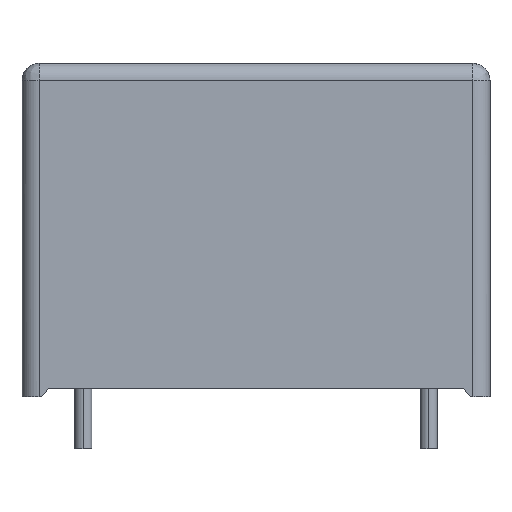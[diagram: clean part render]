
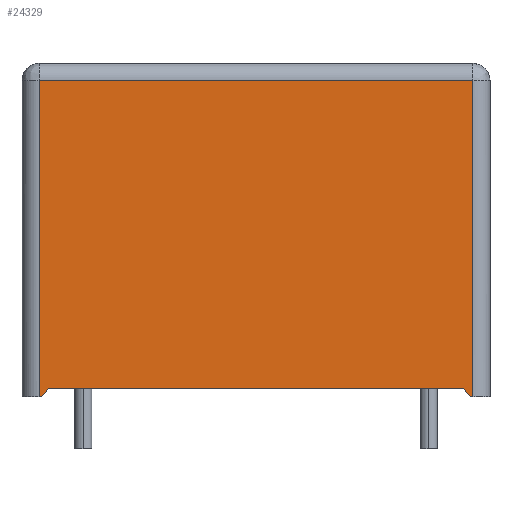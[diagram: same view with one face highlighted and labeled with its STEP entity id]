
A CAD part, left-side view. The second image highlights one B-rep face of the part: STEP entity #24329.
In plain terms, the highlighted free-form (B-spline) face has degree [1, 1] with [2, 2] control points.
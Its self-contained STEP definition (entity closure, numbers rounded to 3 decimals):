
#24164 = VERTEX_POINT('',#24165);
#24165 = CARTESIAN_POINT('',(-21.245,16.439,0.));
#24170 = EDGE_CURVE('',#24171,#24164,#24173,.T.);
#24171 = VERTEX_POINT('',#24172);
#24172 = CARTESIAN_POINT('',(-21.245,16.612,0.));
#24173 = B_SPLINE_CURVE_WITH_KNOTS('',1,(#24174,#24175),.UNSPECIFIED.,
  .F.,.F.,(2,2),(-26.1,-25.97),.PIECEWISE_BEZIER_KNOTS.);
#24174 = CARTESIAN_POINT('',(-21.245,16.612,0.));
#24175 = CARTESIAN_POINT('',(-21.245,16.439,0.));
#24329 = ADVANCED_FACE('',(#24330),#24380,.F.);
#24330 = FACE_BOUND('',#24331,.T.);
#24331 = EDGE_LOOP('',(#24332,#24333,#24340,#24347,#24354,#24361,#24368,
    #24375));
#24332 = ORIENTED_EDGE('',*,*,#24170,.T.);
#24333 = ORIENTED_EDGE('',*,*,#24334,.F.);
#24334 = EDGE_CURVE('',#24335,#24164,#24337,.T.);
#24335 = VERTEX_POINT('',#24336);
#24336 = CARTESIAN_POINT('',(-21.245,15.884,
    0.662));
#24337 = B_SPLINE_CURVE_WITH_KNOTS('',1,(#24338,#24339),.UNSPECIFIED.,
  .F.,.F.,(2,2),(0.,0.653),.PIECEWISE_BEZIER_KNOTS.);
#24338 = CARTESIAN_POINT('',(-21.245,15.884,
    0.662));
#24339 = CARTESIAN_POINT('',(-21.245,16.439,0.));
#24340 = ORIENTED_EDGE('',*,*,#24341,.F.);
#24341 = EDGE_CURVE('',#24342,#24335,#24344,.T.);
#24342 = VERTEX_POINT('',#24343);
#24343 = CARTESIAN_POINT('',(-21.245,-15.884,
    0.662));
#24344 = B_SPLINE_CURVE_WITH_KNOTS('',1,(#24345,#24346),.UNSPECIFIED.,
  .F.,.F.,(2,2),(0.,24.),.PIECEWISE_BEZIER_KNOTS.);
#24345 = CARTESIAN_POINT('',(-21.245,-15.884,
    0.662));
#24346 = CARTESIAN_POINT('',(-21.245,15.884,
    0.662));
#24347 = ORIENTED_EDGE('',*,*,#24348,.F.);
#24348 = EDGE_CURVE('',#24349,#24342,#24351,.T.);
#24349 = VERTEX_POINT('',#24350);
#24350 = CARTESIAN_POINT('',(-21.245,-16.439,
    0.));
#24351 = B_SPLINE_CURVE_WITH_KNOTS('',1,(#24352,#24353),.UNSPECIFIED.,
  .F.,.F.,(2,2),(-0.653,0.),.PIECEWISE_BEZIER_KNOTS.);
#24352 = CARTESIAN_POINT('',(-21.245,-16.439,
    0.));
#24353 = CARTESIAN_POINT('',(-21.245,-15.884,
    0.662));
#24354 = ORIENTED_EDGE('',*,*,#24355,.T.);
#24355 = EDGE_CURVE('',#24349,#24356,#24358,.T.);
#24356 = VERTEX_POINT('',#24357);
#24357 = CARTESIAN_POINT('',(-21.245,-16.612,0.));
#24358 = B_SPLINE_CURVE_WITH_KNOTS('',1,(#24359,#24360),.UNSPECIFIED.,
  .F.,.F.,(2,2),(-1.13,-1.),.PIECEWISE_BEZIER_KNOTS.);
#24359 = CARTESIAN_POINT('',(-21.245,-16.439,0.));
#24360 = CARTESIAN_POINT('',(-21.245,-16.612,0.));
#24361 = ORIENTED_EDGE('',*,*,#24362,.T.);
#24362 = EDGE_CURVE('',#24356,#24363,#24365,.T.);
#24363 = VERTEX_POINT('',#24364);
#24364 = CARTESIAN_POINT('',(-21.245,-16.612,
    24.223));
#24365 = B_SPLINE_CURVE_WITH_KNOTS('',1,(#24366,#24367),.UNSPECIFIED.,
  .F.,.F.,(2,2),(-19.3,-1.),.PIECEWISE_BEZIER_KNOTS.);
#24366 = CARTESIAN_POINT('',(-21.245,-16.612,0.));
#24367 = CARTESIAN_POINT('',(-21.245,-16.612,
    24.223));
#24368 = ORIENTED_EDGE('',*,*,#24369,.T.);
#24369 = EDGE_CURVE('',#24363,#24370,#24372,.T.);
#24370 = VERTEX_POINT('',#24371);
#24371 = CARTESIAN_POINT('',(-21.245,16.612,
    24.223));
#24372 = B_SPLINE_CURVE_WITH_KNOTS('',1,(#24373,#24374),.UNSPECIFIED.,
  .F.,.F.,(2,2),(1.,26.1),.PIECEWISE_BEZIER_KNOTS.);
#24373 = CARTESIAN_POINT('',(-21.245,-16.612,
    24.223));
#24374 = CARTESIAN_POINT('',(-21.245,16.612,
    24.223));
#24375 = ORIENTED_EDGE('',*,*,#24376,.T.);
#24376 = EDGE_CURVE('',#24370,#24171,#24377,.T.);
#24377 = B_SPLINE_CURVE_WITH_KNOTS('',1,(#24378,#24379),.UNSPECIFIED.,
  .F.,.F.,(2,2),(1.,19.3),.PIECEWISE_BEZIER_KNOTS.);
#24378 = CARTESIAN_POINT('',(-21.245,16.612,
    24.223));
#24379 = CARTESIAN_POINT('',(-21.245,16.612,0.));
#24380 = B_SPLINE_SURFACE_WITH_KNOTS('',1,1,(
    (#24381,#24382)
    ,(#24383,#24384
    )),.UNSPECIFIED.,.F.,.F.,.F.,(2,2),(2,2),(1.,26.1),(-19.3,-1.),
  .PIECEWISE_BEZIER_KNOTS.);
#24381 = CARTESIAN_POINT('',(-21.245,-16.612,0.));
#24382 = CARTESIAN_POINT('',(-21.245,-16.612,
    24.223));
#24383 = CARTESIAN_POINT('',(-21.245,16.612,0.));
#24384 = CARTESIAN_POINT('',(-21.245,16.612,
    24.223));
